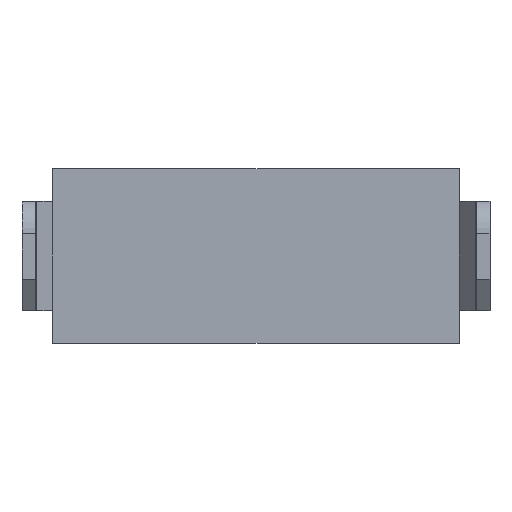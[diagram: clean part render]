
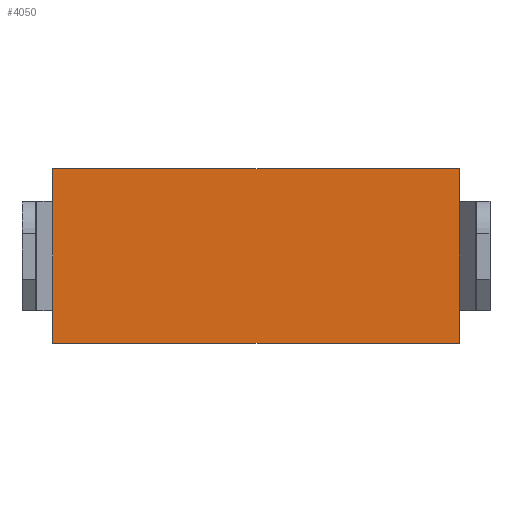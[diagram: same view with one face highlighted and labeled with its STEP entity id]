
A CAD part, front view. The second image highlights one B-rep face of the part: STEP entity #4050.
In plain terms, the highlighted planar face has unit normal (0, -1, 0).
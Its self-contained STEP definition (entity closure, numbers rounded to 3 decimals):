
#618 = CARTESIAN_POINT ( 'NONE',  ( -46.5, 0., 20. ) ) ;
#970 = VERTEX_POINT ( 'NONE', #3036 ) ;
#1307 = DIRECTION ( 'NONE',  ( 0., 0., -1. ) ) ;
#1551 = DIRECTION ( 'NONE',  ( 0., 0., 1. ) ) ;
#1579 = CARTESIAN_POINT ( 'NONE',  ( 46.5, 0., 20. ) ) ;
#1691 = CARTESIAN_POINT ( 'NONE',  ( -46.5, 0., -20. ) ) ;
#1722 = ORIENTED_EDGE ( 'NONE', *, *, #3543, .F. ) ;
#1761 = EDGE_CURVE ( 'NONE', #6169, #3685, #7976, .T. ) ;
#1861 = EDGE_CURVE ( 'NONE', #970, #6169, #7629, .T. ) ;
#1952 = CARTESIAN_POINT ( 'NONE',  ( -46.5, 0., 20. ) ) ;
#2153 = ORIENTED_EDGE ( 'NONE', *, *, #1861, .F. ) ;
#2526 = EDGE_CURVE ( 'NONE', #3290, #970, #4494, .T. ) ;
#2959 = AXIS2_PLACEMENT_3D ( 'NONE', #7494, #7485, #7474 ) ;
#3036 = CARTESIAN_POINT ( 'NONE',  ( 46.5, 0., 20. ) ) ;
#3290 = VERTEX_POINT ( 'NONE', #618 ) ;
#3374 = DIRECTION ( 'NONE',  ( 1., 0., 0. ) ) ;
#3543 = EDGE_CURVE ( 'NONE', #3685, #3290, #7914, .T. ) ;
#3685 = VERTEX_POINT ( 'NONE', #1691 ) ;
#3694 = ORIENTED_EDGE ( 'NONE', *, *, #2526, .F. ) ;
#3895 = CARTESIAN_POINT ( 'NONE',  ( -46.5, 0., 20. ) ) ;
#4050 = ADVANCED_FACE ( 'NONE', ( #6951 ), #7498, .T. ) ;
#4062 = EDGE_LOOP ( 'NONE', ( #2153, #3694, #1722, #7563 ) ) ;
#4208 = VECTOR ( 'NONE', #3374, 1000. ) ;
#4312 = CARTESIAN_POINT ( 'NONE',  ( 46.5, 0., -20. ) ) ;
#4494 = LINE ( 'NONE', #3895, #4208 ) ;
#5535 = DIRECTION ( 'NONE',  ( -1., 0., 0. ) ) ;
#6169 = VERTEX_POINT ( 'NONE', #4312 ) ;
#6951 = FACE_OUTER_BOUND ( 'NONE', #4062, .T. ) ;
#7474 = DIRECTION ( 'NONE',  ( 0., 0., -1. ) ) ;
#7485 = DIRECTION ( 'NONE',  ( 0., -1., 0. ) ) ;
#7494 = CARTESIAN_POINT ( 'NONE',  ( 0., 0., 0. ) ) ;
#7498 = PLANE ( 'NONE',  #2959 ) ;
#7563 = ORIENTED_EDGE ( 'NONE', *, *, #1761, .F. ) ;
#7598 = VECTOR ( 'NONE', #1307, 1000. ) ;
#7629 = LINE ( 'NONE', #1579, #7598 ) ;
#7722 = VECTOR ( 'NONE', #5535, 1000. ) ;
#7914 = LINE ( 'NONE', #1952, #7938 ) ;
#7939 = CARTESIAN_POINT ( 'NONE',  ( -46.5, 0., -20. ) ) ;
#7938 = VECTOR ( 'NONE', #1551, 1000. ) ;
#7976 = LINE ( 'NONE', #7939, #7722 ) ;
